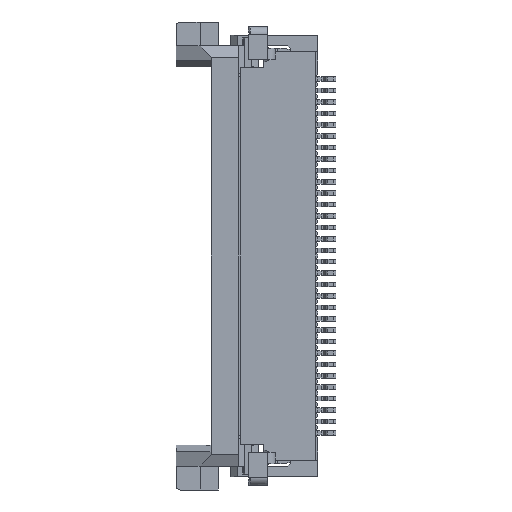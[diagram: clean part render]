
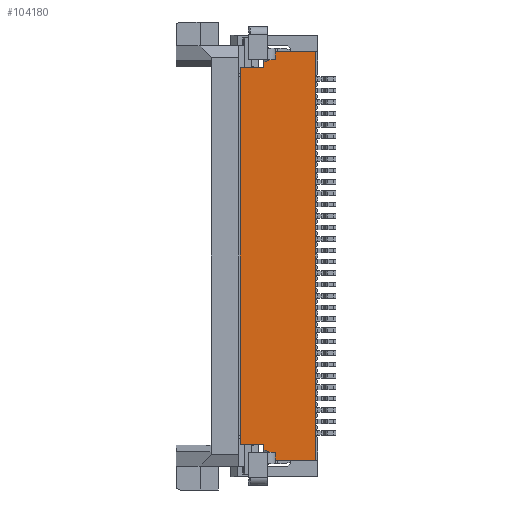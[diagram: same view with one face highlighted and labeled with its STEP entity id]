
A CAD part, left-side view. The second image highlights one B-rep face of the part: STEP entity #104180.
In plain terms, the highlighted face is planar.
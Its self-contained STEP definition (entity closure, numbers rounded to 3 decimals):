
#34150=CARTESIAN_POINT('',(0.5,34.15,-1.93));
#34160=VERTEX_POINT('',#34150);
#34190=CARTESIAN_POINT('',(0.5,34.25,-1.93));
#34200=DIRECTION('',(0.,1.,0.));
#34210=VECTOR('',#34200,1.);
#34220=LINE('',#34190,#34210);
#34230=CARTESIAN_POINT('',(0.5,32.4,-1.93));
#34240=VERTEX_POINT('',#34230);
#34250=EDGE_CURVE('',#34240,#34160,#34220,.T.);
#35200=CARTESIAN_POINT('',(0.5,31.9,-19.13));
#35210=VERTEX_POINT('',#35200);
#35240=CARTESIAN_POINT('',(0.5,31.9,-20.555));
#35250=DIRECTION('',(0.,0.,-1.));
#35260=VECTOR('',#35250,1.);
#35270=LINE('',#35240,#35260);
#35280=CARTESIAN_POINT('',(0.5,31.9,-19.38));
#35290=VERTEX_POINT('',#35280);
#35300=EDGE_CURVE('',#35210,#35290,#35270,.T.);
#36390=CARTESIAN_POINT('',(0.5,31.9,-2.38));
#36400=VERTEX_POINT('',#36390);
#36430=CARTESIAN_POINT('',(0.5,31.9,-1.205));
#36440=DIRECTION('',(0.,0.,1.));
#36450=VECTOR('',#36440,1.);
#36460=LINE('',#36430,#36450);
#36470=CARTESIAN_POINT('',(0.5,31.9,-2.63));
#36480=VERTEX_POINT('',#36470);
#36490=EDGE_CURVE('',#36480,#36400,#36460,.T.);
#37340=CARTESIAN_POINT('',(0.5,30.85,-19.13));
#37350=VERTEX_POINT('',#37340);
#37660=CARTESIAN_POINT('',(0.5,30.85,-2.63));
#37670=VERTEX_POINT('',#37660);
#37700=CARTESIAN_POINT('',(0.5,30.85,-18.74));
#37710=DIRECTION('',(0.,0.,-1.));
#37720=VECTOR('',#37710,1.);
#37730=LINE('',#37700,#37720);
#37740=EDGE_CURVE('',#37670,#37350,#37730,.T.);
#43990=CARTESIAN_POINT('',(0.5,34.15,-19.83));
#44000=VERTEX_POINT('',#43990);
#44030=CARTESIAN_POINT('',(0.5,34.15,-22.02));
#44040=DIRECTION('',(0.,0.,-1.));
#44050=VECTOR('',#44040,1.);
#44060=LINE('',#44030,#44050);
#44070=EDGE_CURVE('',#34160,#44000,#44060,.T.);
#70970=CARTESIAN_POINT('',(0.5,34.25,-2.63));
#70980=DIRECTION('',(0.,-1.,0.));
#70990=VECTOR('',#70980,1.);
#71000=LINE('',#70970,#70990);
#71010=EDGE_CURVE('',#36480,#37670,#71000,.T.);
#77820=CARTESIAN_POINT('',(0.5,32.337,-2.28));
#77830=VERTEX_POINT('',#77820);
#86290=CARTESIAN_POINT('',(0.5,32.4,-19.48));
#86300=VERTEX_POINT('',#86290);
#86330=CARTESIAN_POINT('',(0.5,32.4,-20.555));
#86340=DIRECTION('',(0.,0.,-1.));
#86350=VECTOR('',#86340,1.);
#86360=LINE('',#86330,#86350);
#86370=CARTESIAN_POINT('',(0.5,32.4,-19.83));
#86380=VERTEX_POINT('',#86370);
#86390=EDGE_CURVE('',#86300,#86380,#86360,.T.);
#103420=CARTESIAN_POINT('',(0.5,34.25,-21.555));
#103430=DIRECTION('',(-1.,0.,0.));
#103440=DIRECTION('',(0.,0.,1.));
#103450=AXIS2_PLACEMENT_3D('',#103420,#103430,#103440);
#103460=PLANE('',#103450);
#103470=CARTESIAN_POINT('',(0.5,34.25,-19.83));
#103480=DIRECTION('',(0.,1.,0.));
#103490=VECTOR('',#103480,1.);
#103500=LINE('',#103470,#103490);
#103510=EDGE_CURVE('',#86380,#44000,#103500,.T.);
#103520=ORIENTED_EDGE('',*,*,#103510,.T.);
#103530=ORIENTED_EDGE('',*,*,#86390,.T.);
#103540=CARTESIAN_POINT('',(0.5,34.25,-19.48));
#103550=DIRECTION('',(0.,1.,0.));
#103560=VECTOR('',#103550,1.);
#103570=LINE('',#103540,#103560);
#103580=CARTESIAN_POINT('',(0.5,32.337,-19.48));
#103590=VERTEX_POINT('',#103580);
#103600=EDGE_CURVE('',#103590,#86300,#103570,.T.);
#103610=ORIENTED_EDGE('',*,*,#103600,.T.);
#103620=CARTESIAN_POINT('',(0.5,31.3,-19.48));
#103630=DIRECTION('',(0.,1.,0.));
#103640=VECTOR('',#103630,1.);
#103650=LINE('',#103620,#103640);
#103660=CARTESIAN_POINT('',(0.5,32.15,-19.48));
#103670=VERTEX_POINT('',#103660);
#103680=EDGE_CURVE('',#103670,#103590,#103650,.T.);
#103690=ORIENTED_EDGE('',*,*,#103680,.T.);
#103700=CARTESIAN_POINT('',(0.5,34.25,-20.32));
#103710=DIRECTION('',(0.,0.928,
-0.371));
#103720=VECTOR('',#103710,1.);
#103730=LINE('',#103700,#103720);
#103740=EDGE_CURVE('',#35290,#103670,#103730,.T.);
#103750=ORIENTED_EDGE('',*,*,#103740,.T.);
#103760=ORIENTED_EDGE('',*,*,#35300,.T.);
#103770=CARTESIAN_POINT('',(0.5,34.25,-19.13));
#103780=DIRECTION('',(0.,-1.,0.));
#103790=VECTOR('',#103780,1.);
#103800=LINE('',#103770,#103790);
#103810=EDGE_CURVE('',#35210,#37350,#103800,.T.);
#103820=ORIENTED_EDGE('',*,*,#103810,.F.);
#103830=ORIENTED_EDGE('',*,*,#37740,.T.);
#103840=ORIENTED_EDGE('',*,*,#71010,.T.);
#103850=ORIENTED_EDGE('',*,*,#36490,.F.);
#103860=CARTESIAN_POINT('',(0.5,34.25,-1.44));
#103870=DIRECTION('',(0.,0.928,
0.371));
#103880=VECTOR('',#103870,1.);
#103890=LINE('',#103860,#103880);
#103900=CARTESIAN_POINT('',(0.5,32.15,-2.28));
#103910=VERTEX_POINT('',#103900);
#103920=EDGE_CURVE('',#36400,#103910,#103890,.T.);
#103930=ORIENTED_EDGE('',*,*,#103920,.F.);
#103940=CARTESIAN_POINT('',(0.5,31.3,-2.28));
#103950=DIRECTION('',(0.,1.,0.));
#103960=VECTOR('',#103950,1.);
#103970=LINE('',#103940,#103960);
#103980=EDGE_CURVE('',#103910,#77830,#103970,.T.);
#103990=ORIENTED_EDGE('',*,*,#103980,.F.);
#104000=CARTESIAN_POINT('',(0.5,34.25,-2.28));
#104010=DIRECTION('',(0.,1.,0.));
#104020=VECTOR('',#104010,1.);
#104030=LINE('',#104000,#104020);
#104040=CARTESIAN_POINT('',(0.5,32.4,-2.28));
#104050=VERTEX_POINT('',#104040);
#104060=EDGE_CURVE('',#77830,#104050,#104030,.T.);
#104070=ORIENTED_EDGE('',*,*,#104060,.F.);
#104080=CARTESIAN_POINT('',(0.5,32.4,-1.205));
#104090=DIRECTION('',(0.,0.,1.));
#104100=VECTOR('',#104090,1.);
#104110=LINE('',#104080,#104100);
#104120=EDGE_CURVE('',#104050,#34240,#104110,.T.);
#104130=ORIENTED_EDGE('',*,*,#104120,.F.);
#104140=ORIENTED_EDGE('',*,*,#34250,.F.);
#104150=ORIENTED_EDGE('',*,*,#44070,.F.);
#104160=EDGE_LOOP('',(#104150,#104140,#104130,#104070,#103990,#103930,
#103850,#103840,#103830,#103820,#103760,#103750,#103690,#103610,#103530,
#103520));
#104170=FACE_OUTER_BOUND('',#104160,.T.);
#104180=ADVANCED_FACE('',(#104170),#103460,.F.);
